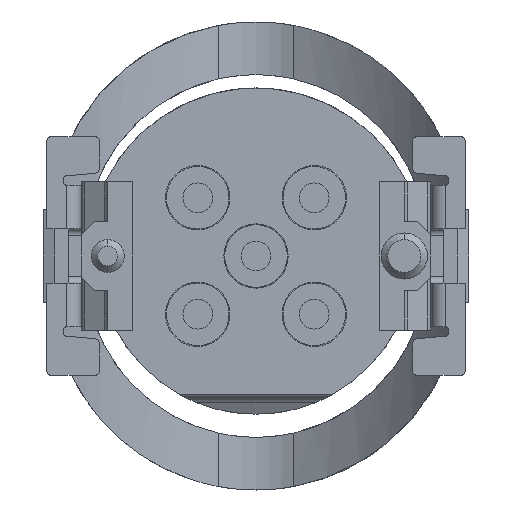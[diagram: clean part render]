
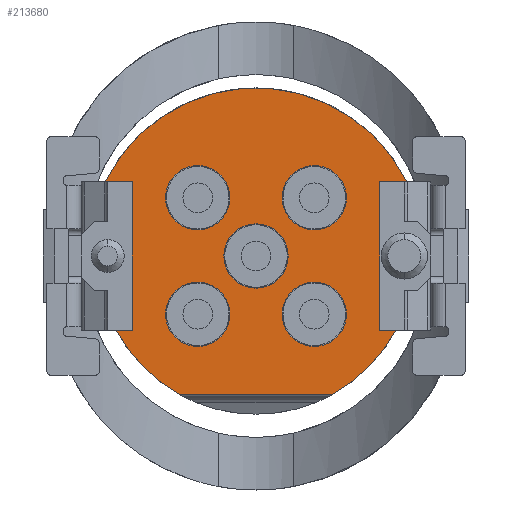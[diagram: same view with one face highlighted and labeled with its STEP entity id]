
A CAD part, left-side view. The second image highlights one B-rep face of the part: STEP entity #213680.
In plain terms, the highlighted face is planar.
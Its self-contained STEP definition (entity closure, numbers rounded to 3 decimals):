
#40730=CARTESIAN_POINT('',(2.25,4.24,0.611));
#40740=VERTEX_POINT('',#40730);
#42030=CARTESIAN_POINT('',(4.2,2.324,0.611));
#42040=VERTEX_POINT('',#42030);
#42070=CARTESIAN_POINT('',(0.,0.,0.611));
#42080=DIRECTION('',(0.,0.,-1.));
#42090=DIRECTION('',(0.469,0.883,0.));
#42100=AXIS2_PLACEMENT_3D('',#42070,#42080,#42090);
#42110=CIRCLE('',#42100,4.8);
#42120=EDGE_CURVE('',#40740,#42040,#42110,.T.);
#56720=CARTESIAN_POINT('',(2.25,4.24,0.611));
#56730=DIRECTION('',(0.,-1.,0.));
#56740=VECTOR('',#56730,1.);
#56750=LINE('',#56720,#56740);
#56760=CARTESIAN_POINT('',(2.25,3.75,0.611));
#56770=VERTEX_POINT('',#56760);
#56780=EDGE_CURVE('',#40740,#56770,#56750,.T.);
#159900=CARTESIAN_POINT('',(-2.25,-4.577,0.611));
#159910=VERTEX_POINT('',#159900);
#160130=CARTESIAN_POINT('',(-2.25,4.577,0.611));
#160140=VERTEX_POINT('',#160130);
#160170=CARTESIAN_POINT('',(0.,0.,0.611));
#160180=DIRECTION('',(0.,0.,1.));
#160190=DIRECTION('',(-0.441,0.897,0.));
#160200=AXIS2_PLACEMENT_3D('',#160170,#160180,#160190);
#160210=CIRCLE('',#160200,5.1);
#160220=EDGE_CURVE('',#160140,#159910,#160210,.T.);
#165420=CARTESIAN_POINT('',(-2.25,3.75,0.611));
#165430=DIRECTION('',(0.,1.,0.));
#165440=VECTOR('',#165430,1.);
#165450=LINE('',#165420,#165440);
#165460=CARTESIAN_POINT('',(-2.25,3.75,0.611));
#165470=VERTEX_POINT('',#165460);
#165480=EDGE_CURVE('',#165470,#160140,#165450,.T.);
#165820=CARTESIAN_POINT('',(-2.25,-4.577,0.611));
#165830=DIRECTION('',(0.,1.,0.));
#165840=VECTOR('',#165830,1.);
#165850=LINE('',#165820,#165840);
#165860=CARTESIAN_POINT('',(-2.25,-3.75,0.611));
#165870=VERTEX_POINT('',#165860);
#165880=EDGE_CURVE('',#159910,#165870,#165850,.T.);
#178600=CARTESIAN_POINT('',(2.25,-3.75,0.611));
#178610=DIRECTION('',(0.,-1.,0.));
#178620=VECTOR('',#178610,1.);
#178630=LINE('',#178600,#178620);
#178640=CARTESIAN_POINT('',(2.25,-3.75,0.611));
#178650=VERTEX_POINT('',#178640);
#178660=CARTESIAN_POINT('',(2.25,-4.24,0.611));
#178670=VERTEX_POINT('',#178660);
#178680=EDGE_CURVE('',#178650,#178670,#178630,.T.);
#211770=CARTESIAN_POINT('',(2.25,-3.75,0.611));
#211780=DIRECTION('',(-1.,0.,0.));
#211790=VECTOR('',#211780,1.);
#211800=LINE('',#211770,#211790);
#211810=EDGE_CURVE('',#178650,#165870,#211800,.T.);
#212510=CARTESIAN_POINT('',(-2.25,3.75,0.611));
#212520=DIRECTION('',(1.,0.,0.));
#212530=VECTOR('',#212520,1.);
#212540=LINE('',#212510,#212530);
#212550=EDGE_CURVE('',#165470,#56770,#212540,.T.);
#212630=CARTESIAN_POINT('',(0.,0.,0.611));
#212640=DIRECTION('',(0.,0.,1.));
#212650=DIRECTION('',(-1.,0.,0.));
#212660=AXIS2_PLACEMENT_3D('',#212630,#212640,#212650);
#212670=PLANE('',#212660);
#212680=CARTESIAN_POINT('',(0.,0.,0.611));
#212690=DIRECTION('',(0.,0.,-1.));
#212700=DIRECTION('',(0.875,-0.484,0.));
#212710=AXIS2_PLACEMENT_3D('',#212680,#212690,#212700);
#212720=CIRCLE('',#212710,4.8);
#212730=CARTESIAN_POINT('',(4.2,-2.324,0.611));
#212740=VERTEX_POINT('',#212730);
#212750=EDGE_CURVE('',#212740,#178670,#212720,.T.);
#212760=ORIENTED_EDGE('',*,*,#212750,.F.);
#212770=ORIENTED_EDGE('',*,*,#178680,.T.);
#212780=ORIENTED_EDGE('',*,*,#211810,.F.);
#212790=ORIENTED_EDGE('',*,*,#165880,.T.);
#212800=ORIENTED_EDGE('',*,*,#160220,.T.);
#212810=ORIENTED_EDGE('',*,*,#165480,.T.);
#212820=ORIENTED_EDGE('',*,*,#212550,.F.);
#212830=ORIENTED_EDGE('',*,*,#56780,.T.);
#212840=ORIENTED_EDGE('',*,*,#42120,.F.);
#212850=CARTESIAN_POINT('',(4.2,2.324,0.611));
#212860=DIRECTION('',(0.,-1.,0.));
#212870=VECTOR('',#212860,1.);
#212880=LINE('',#212850,#212870);
#212890=EDGE_CURVE('',#42040,#212740,#212880,.T.);
#212900=ORIENTED_EDGE('',*,*,#212890,.F.);
#212910=EDGE_LOOP('',(#212900,#212840,#212830,#212820,#212810,#212800,
#212790,#212780,#212770,#212760));
#212920=FACE_OUTER_BOUND('',#212910,.T.);
#212930=CARTESIAN_POINT('',(1.768,-1.768,
0.611));
#212940=DIRECTION('',(0.,0.,1.));
#212950=DIRECTION('',(1.,0.,0.));
#212960=AXIS2_PLACEMENT_3D('',#212930,#212940,#212950);
#212970=CIRCLE('',#212960,0.975);
#212980=CARTESIAN_POINT('',(2.743,-1.768,
0.611));
#212990=VERTEX_POINT('',#212980);
#213000=CARTESIAN_POINT('',(0.793,-1.768,
0.611));
#213010=VERTEX_POINT('',#213000);
#213020=EDGE_CURVE('',#212990,#213010,#212970,.T.);
#213030=ORIENTED_EDGE('',*,*,#213020,.F.);
#213040=EDGE_CURVE('',#213010,#212990,#212970,.T.);
#213050=ORIENTED_EDGE('',*,*,#213040,.F.);
#213060=EDGE_LOOP('',(#213050,#213030));
#213070=FACE_BOUND('',#213060,.T.);
#213080=CARTESIAN_POINT('',(-1.768,-1.768,
0.611));
#213090=DIRECTION('',(0.,0.,1.));
#213100=DIRECTION('',(1.,0.,0.));
#213110=AXIS2_PLACEMENT_3D('',#213080,#213090,#213100);
#213120=CIRCLE('',#213110,0.975);
#213130=CARTESIAN_POINT('',(-2.743,-1.768,
0.611));
#213140=VERTEX_POINT('',#213130);
#213150=CARTESIAN_POINT('',(-0.793,-1.768,
0.611));
#213160=VERTEX_POINT('',#213150);
#213170=EDGE_CURVE('',#213140,#213160,#213120,.T.);
#213180=ORIENTED_EDGE('',*,*,#213170,.F.);
#213190=EDGE_CURVE('',#213160,#213140,#213120,.T.);
#213200=ORIENTED_EDGE('',*,*,#213190,.F.);
#213210=EDGE_LOOP('',(#213200,#213180));
#213220=FACE_BOUND('',#213210,.T.);
#213230=CARTESIAN_POINT('',(0.,0.,0.611));
#213240=DIRECTION('',(0.,0.,1.));
#213250=DIRECTION('',(1.,0.,0.));
#213260=AXIS2_PLACEMENT_3D('',#213230,#213240,#213250);
#213270=CIRCLE('',#213260,0.975);
#213280=CARTESIAN_POINT('',(-0.975,0.,0.611));
#213290=VERTEX_POINT('',#213280);
#213300=CARTESIAN_POINT('',(0.975,0.,0.611))
;
#213310=VERTEX_POINT('',#213300);
#213320=EDGE_CURVE('',#213290,#213310,#213270,.T.);
#213330=ORIENTED_EDGE('',*,*,#213320,.F.);
#213340=EDGE_CURVE('',#213310,#213290,#213270,.T.);
#213350=ORIENTED_EDGE('',*,*,#213340,.F.);
#213360=EDGE_LOOP('',(#213350,#213330));
#213370=FACE_BOUND('',#213360,.T.);
#213380=CARTESIAN_POINT('',(1.768,1.768,0.611
));
#213390=DIRECTION('',(0.,0.,1.));
#213400=DIRECTION('',(1.,0.,0.));
#213410=AXIS2_PLACEMENT_3D('',#213380,#213390,#213400);
#213420=CIRCLE('',#213410,0.975);
#213430=CARTESIAN_POINT('',(0.793,1.768,0.611
));
#213440=VERTEX_POINT('',#213430);
#213450=CARTESIAN_POINT('',(2.743,1.768,0.611
));
#213460=VERTEX_POINT('',#213450);
#213470=EDGE_CURVE('',#213440,#213460,#213420,.T.);
#213480=ORIENTED_EDGE('',*,*,#213470,.F.);
#213490=EDGE_CURVE('',#213460,#213440,#213420,.T.);
#213500=ORIENTED_EDGE('',*,*,#213490,.F.);
#213510=EDGE_LOOP('',(#213500,#213480));
#213520=FACE_BOUND('',#213510,.T.);
#213530=CARTESIAN_POINT('',(-1.768,1.768,
0.611));
#213540=DIRECTION('',(0.,0.,1.));
#213550=DIRECTION('',(1.,0.,0.));
#213560=AXIS2_PLACEMENT_3D('',#213530,#213540,#213550);
#213570=CIRCLE('',#213560,0.975);
#213580=CARTESIAN_POINT('',(-0.793,1.768,
0.611));
#213590=VERTEX_POINT('',#213580);
#213600=CARTESIAN_POINT('',(-2.743,1.768,
0.611));
#213610=VERTEX_POINT('',#213600);
#213620=EDGE_CURVE('',#213590,#213610,#213570,.T.);
#213630=ORIENTED_EDGE('',*,*,#213620,.F.);
#213640=EDGE_CURVE('',#213610,#213590,#213570,.T.);
#213650=ORIENTED_EDGE('',*,*,#213640,.F.);
#213660=EDGE_LOOP('',(#213650,#213630));
#213670=FACE_BOUND('',#213660,.T.);
#213680=ADVANCED_FACE('',(#212920,#213070,#213220,#213370,#213520,
#213670),#212670,.T.);
